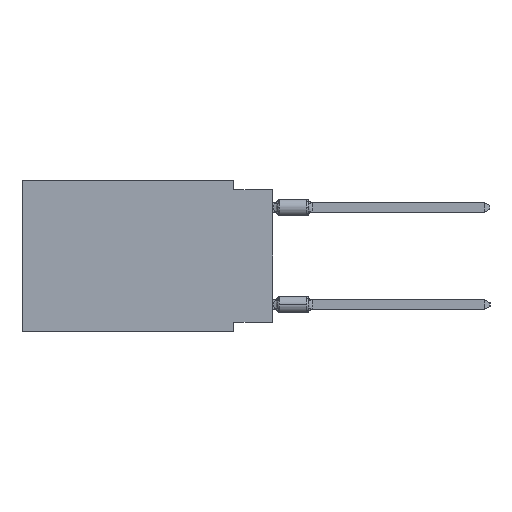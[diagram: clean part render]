
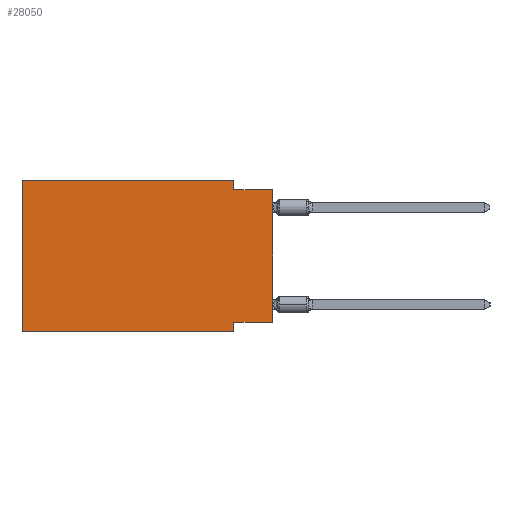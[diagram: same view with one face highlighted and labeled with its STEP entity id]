
A CAD part, left-side view. The second image highlights one B-rep face of the part: STEP entity #28050.
In plain terms, the highlighted planar face has unit normal (-1, 0, 0).
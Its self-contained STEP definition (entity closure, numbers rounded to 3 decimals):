
#435 = CARTESIAN_POINT ( 'NONE',  ( 0., 16.383, -9.906 ) ) ;
#470 = CARTESIAN_POINT ( 'NONE',  ( 0., 0., -0.635 ) ) ;
#666 = DIRECTION ( 'NONE',  ( 1., 0., 0. ) ) ;
#691 = CARTESIAN_POINT ( 'NONE',  ( 0., 2.54, -9.906 ) ) ;
#1159 = VERTEX_POINT ( 'NONE', #34688 ) ;
#2418 = EDGE_CURVE ( 'NONE', #35368, #17298, #9213, .T. ) ;
#2432 = LINE ( 'NONE', #22169, #27785 ) ;
#2802 = ORIENTED_EDGE ( 'NONE', *, *, #25879, .T. ) ;
#3207 = EDGE_CURVE ( 'NONE', #1159, #27895, #2432, .T. ) ;
#3383 = DIRECTION ( 'NONE',  ( 0., 0., -1. ) ) ;
#5481 = DIRECTION ( 'NONE',  ( 0., -1., 0. ) ) ;
#5619 = VECTOR ( 'NONE', #24747, 1000. ) ;
#6199 = ORIENTED_EDGE ( 'NONE', *, *, #16723, .F. ) ;
#7657 = AXIS2_PLACEMENT_3D ( 'NONE', #20226, #666, #25609 ) ;
#7805 = EDGE_LOOP ( 'NONE', ( #12699, #22599, #18555, #30374, #18645, #2802, #6199, #7944 ) ) ;
#7944 = ORIENTED_EDGE ( 'NONE', *, *, #26622, .F. ) ;
#8774 = LINE ( 'NONE', #11363, #9943 ) ;
#8778 = CARTESIAN_POINT ( 'NONE',  ( 0., 2.54, -0.635 ) ) ;
#9213 = LINE ( 'NONE', #20012, #35168 ) ;
#9828 = EDGE_CURVE ( 'NONE', #27895, #18165, #13407, .T. ) ;
#9943 = VECTOR ( 'NONE', #25318, 1000. ) ;
#10217 = VERTEX_POINT ( 'NONE', #21734 ) ;
#10456 = DIRECTION ( 'NONE',  ( 0., 0., -1. ) ) ;
#10599 = VECTOR ( 'NONE', #5481, 1000. ) ;
#11069 = LINE ( 'NONE', #36000, #10599 ) ;
#11363 = CARTESIAN_POINT ( 'NONE',  ( 0., 0., -9.271 ) ) ;
#12699 = ORIENTED_EDGE ( 'NONE', *, *, #19268, .T. ) ;
#12851 = VERTEX_POINT ( 'NONE', #14363 ) ;
#13320 = DIRECTION ( 'NONE',  ( 0., -1., 0. ) ) ;
#13407 = LINE ( 'NONE', #24201, #5619 ) ;
#13748 = DIRECTION ( 'NONE',  ( 0., 0., 1. ) ) ;
#14363 = CARTESIAN_POINT ( 'NONE',  ( 0., 2.54, -9.271 ) ) ;
#14832 = PLANE ( 'NONE',  #7657 ) ;
#14970 = VECTOR ( 'NONE', #13748, 1000. ) ;
#16723 = EDGE_CURVE ( 'NONE', #12851, #27219, #20303, .T. ) ;
#17298 = VERTEX_POINT ( 'NONE', #33572 ) ;
#18165 = VERTEX_POINT ( 'NONE', #470 ) ;
#18555 = ORIENTED_EDGE ( 'NONE', *, *, #3207, .F. ) ;
#18645 = ORIENTED_EDGE ( 'NONE', *, *, #2418, .F. ) ;
#19268 = EDGE_CURVE ( 'NONE', #10217, #18165, #29941, .T. ) ;
#20012 = CARTESIAN_POINT ( 'NONE',  ( 0., 16.383, 0. ) ) ;
#20226 = CARTESIAN_POINT ( 'NONE',  ( 0., 16.383, 0. ) ) ;
#20303 = LINE ( 'NONE', #31656, #23396 ) ;
#20364 = DIRECTION ( 'NONE',  ( 0., 0., 1. ) ) ;
#21734 = CARTESIAN_POINT ( 'NONE',  ( 0., 0., -9.271 ) ) ;
#21885 = LINE ( 'NONE', #24302, #30087 ) ;
#22169 = CARTESIAN_POINT ( 'NONE',  ( 0., 2.54, 0. ) ) ;
#22599 = ORIENTED_EDGE ( 'NONE', *, *, #9828, .F. ) ;
#23396 = VECTOR ( 'NONE', #3383, 1000. ) ;
#24201 = CARTESIAN_POINT ( 'NONE',  ( 0., 0., -0.635 ) ) ;
#24302 = CARTESIAN_POINT ( 'NONE',  ( 0., 16.383, -9.906 ) ) ;
#24747 = DIRECTION ( 'NONE',  ( 0., -1., 0. ) ) ;
#25318 = DIRECTION ( 'NONE',  ( 0., 1., 0. ) ) ;
#25609 = DIRECTION ( 'NONE',  ( 0., 0., -1. ) ) ;
#25644 = CARTESIAN_POINT ( 'NONE',  ( 0., 0., 0. ) ) ;
#25879 = EDGE_CURVE ( 'NONE', #35368, #27219, #21885, .T. ) ;
#26622 = EDGE_CURVE ( 'NONE', #10217, #12851, #8774, .T. ) ;
#27219 = VERTEX_POINT ( 'NONE', #691 ) ;
#27785 = VECTOR ( 'NONE', #10456, 1000. ) ;
#27895 = VERTEX_POINT ( 'NONE', #8778 ) ;
#28050 = ADVANCED_FACE ( 'NONE', ( #28965 ), #14832, .F. ) ;
#28333 = EDGE_CURVE ( 'NONE', #17298, #1159, #11069, .T. ) ;
#28965 = FACE_OUTER_BOUND ( 'NONE', #7805, .T. ) ;
#29941 = LINE ( 'NONE', #25644, #14970 ) ;
#30087 = VECTOR ( 'NONE', #13320, 1000. ) ;
#30374 = ORIENTED_EDGE ( 'NONE', *, *, #28333, .F. ) ;
#31656 = CARTESIAN_POINT ( 'NONE',  ( 0., 2.54, -9.906 ) ) ;
#33572 = CARTESIAN_POINT ( 'NONE',  ( 0., 16.383, 0. ) ) ;
#34688 = CARTESIAN_POINT ( 'NONE',  ( 0., 2.54, 0. ) ) ;
#35168 = VECTOR ( 'NONE', #20364, 1000. ) ;
#35368 = VERTEX_POINT ( 'NONE', #435 ) ;
#36000 = CARTESIAN_POINT ( 'NONE',  ( 0., 16.383, 0. ) ) ;
